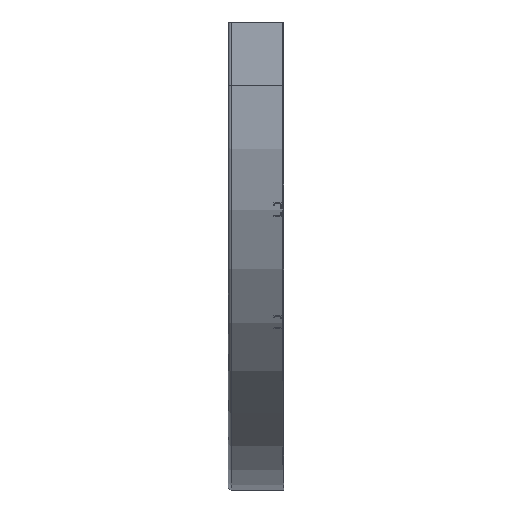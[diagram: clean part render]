
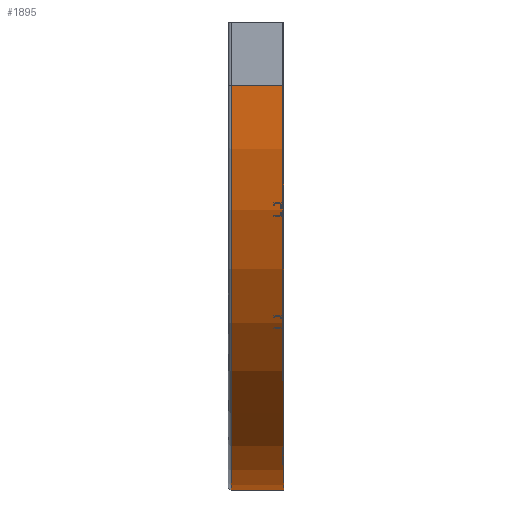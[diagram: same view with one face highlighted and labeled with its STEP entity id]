
A CAD part, left-side view. The second image highlights one B-rep face of the part: STEP entity #1895.
In plain terms, the highlighted cylindrical face has radius 800 mm (diameter 1600 mm), a partial arc.
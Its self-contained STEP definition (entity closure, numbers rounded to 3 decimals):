
#118 = VECTOR ( 'NONE', #2619, 1000. ) ;
#140 = CARTESIAN_POINT ( 'NONE',  ( -800., 0., -925. ) ) ;
#261 = EDGE_CURVE ( 'NONE', #1816, #270, #2953, .T. ) ;
#270 = VERTEX_POINT ( 'NONE', #140 ) ;
#302 = VERTEX_POINT ( 'NONE', #2465 ) ;
#464 = DIRECTION ( 'NONE',  ( 0., 1., 0. ) ) ;
#569 = DIRECTION ( 'NONE',  ( 0., 0., 1. ) ) ;
#842 = CARTESIAN_POINT ( 'NONE',  ( -800., 0., -925. ) ) ;
#854 = VERTEX_POINT ( 'NONE', #2561 ) ;
#1072 = ORIENTED_EDGE ( 'NONE', *, *, #261, .T. ) ;
#1451 = LINE ( 'NONE', #3136, #118 ) ;
#1542 = CARTESIAN_POINT ( 'NONE',  ( -800., 0., -125. ) ) ;
#1757 = CARTESIAN_POINT ( 'NONE',  ( 0., 0., -125. ) ) ;
#1793 = CIRCLE ( 'NONE', #2069, 800. ) ;
#1816 = VERTEX_POINT ( 'NONE', #1757 ) ;
#1833 = CYLINDRICAL_SURFACE ( 'NONE', #2234, 800. ) ;
#1895 = ADVANCED_FACE ( 'NONE', ( #2334 ), #1833, .T. ) ;
#1910 = EDGE_CURVE ( 'NONE', #854, #302, #1793, .T. ) ;
#1917 = EDGE_LOOP ( 'NONE', ( #2960, #2076, #1072, #2563 ) ) ;
#1969 = DIRECTION ( 'NONE',  ( 0., 0., 1. ) ) ;
#2024 = LINE ( 'NONE', #842, #2308 ) ;
#2069 = AXIS2_PLACEMENT_3D ( 'NONE', #2625, #2684, #2695 ) ;
#2076 = ORIENTED_EDGE ( 'NONE', *, *, #2649, .F. ) ;
#2099 = AXIS2_PLACEMENT_3D ( 'NONE', #1542, #2575, #569 ) ;
#2234 = AXIS2_PLACEMENT_3D ( 'NONE', #2382, #2353, #1969 ) ;
#2308 = VECTOR ( 'NONE', #464, 1000. ) ;
#2334 = FACE_OUTER_BOUND ( 'NONE', #1917, .T. ) ;
#2353 = DIRECTION ( 'NONE',  ( 0., 1., 0. ) ) ;
#2382 = CARTESIAN_POINT ( 'NONE',  ( -800., 0., -125. ) ) ;
#2462 = EDGE_CURVE ( 'NONE', #270, #302, #2024, .T. ) ;
#2465 = CARTESIAN_POINT ( 'NONE',  ( -800., 104., -925. ) ) ;
#2561 = CARTESIAN_POINT ( 'NONE',  ( 0., 104., -125. ) ) ;
#2563 = ORIENTED_EDGE ( 'NONE', *, *, #2462, .T. ) ;
#2575 = DIRECTION ( 'NONE',  ( 0., 1., 0. ) ) ;
#2619 = DIRECTION ( 'NONE',  ( 0., 1., 0. ) ) ;
#2625 = CARTESIAN_POINT ( 'NONE',  ( -800., 104., -125. ) ) ;
#2649 = EDGE_CURVE ( 'NONE', #1816, #854, #1451, .T. ) ;
#2684 = DIRECTION ( 'NONE',  ( 0., 1., 0. ) ) ;
#2695 = DIRECTION ( 'NONE',  ( 1., 0., 0. ) ) ;
#2953 = CIRCLE ( 'NONE', #2099, 800. ) ;
#2960 = ORIENTED_EDGE ( 'NONE', *, *, #1910, .F. ) ;
#3136 = CARTESIAN_POINT ( 'NONE',  ( 0., 0., -125. ) ) ;
